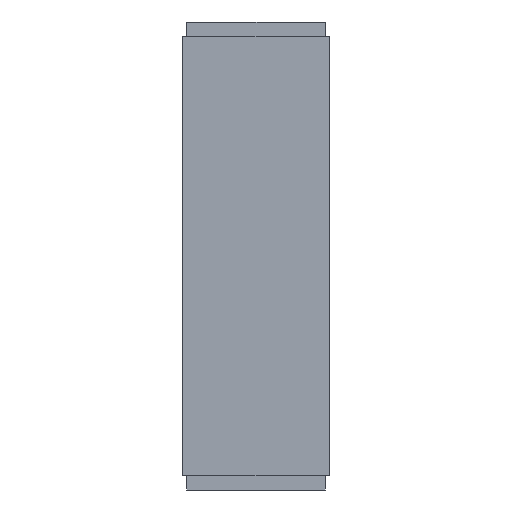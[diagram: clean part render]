
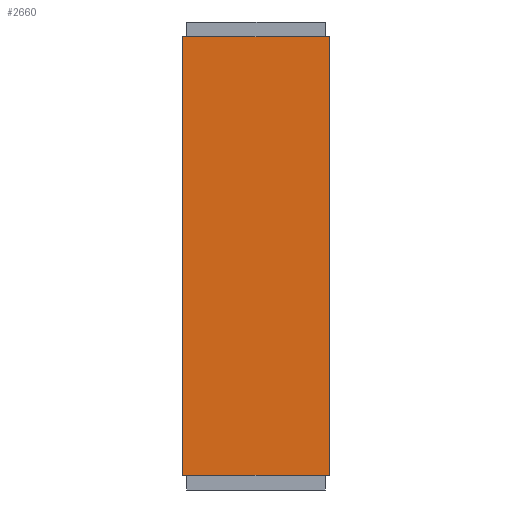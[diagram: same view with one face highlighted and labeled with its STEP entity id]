
A CAD part, left-side view. The second image highlights one B-rep face of the part: STEP entity #2660.
In plain terms, the highlighted planar face has unit normal (-1, 0, 0).
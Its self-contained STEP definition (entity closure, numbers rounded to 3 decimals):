
#164=FACE_OUTER_BOUND('',#308,.T.);
#308=EDGE_LOOP('',(#2185,#2186,#2187,#2188));
#632=LINE('',#4117,#968);
#637=LINE('',#4127,#973);
#638=LINE('',#4130,#974);
#639=LINE('',#4131,#975);
#968=VECTOR('',#3413,1.5);
#973=VECTOR('',#3422,0.5);
#974=VECTOR('',#3425,1.5);
#975=VECTOR('',#3426,0.5);
#1197=VERTEX_POINT('',#4110);
#1200=VERTEX_POINT('',#4115);
#1203=VERTEX_POINT('',#4125);
#1204=VERTEX_POINT('',#4129);
#1528=EDGE_CURVE('',#1200,#1197,#632,.T.);
#1533=EDGE_CURVE('',#1200,#1203,#637,.T.);
#1534=EDGE_CURVE('',#1204,#1203,#638,.T.);
#1535=EDGE_CURVE('',#1197,#1204,#639,.T.);
#2185=ORIENTED_EDGE('',*,*,#1533,.T.);
#2186=ORIENTED_EDGE('',*,*,#1534,.F.);
#2187=ORIENTED_EDGE('',*,*,#1535,.F.);
#2188=ORIENTED_EDGE('',*,*,#1528,.F.);
#2356=PLANE('',#2821);
#2660=ADVANCED_FACE('',(#164),#2356,.T.);
#2821=AXIS2_PLACEMENT_3D('',#4128,#3423,#3424);
#3413=DIRECTION('',(0.,0.,-1.));
#3422=DIRECTION('',(0.,1.,0.));
#3423=DIRECTION('center_axis',(-1.,0.,0.));
#3424=DIRECTION('ref_axis',(0.,0.,1.));
#3425=DIRECTION('',(0.,0.,1.));
#3426=DIRECTION('',(0.,1.,0.));
#4110=CARTESIAN_POINT('',(-0.014,-0.014,0.05));
#4115=CARTESIAN_POINT('',(-0.014,-0.014,1.55));
#4117=CARTESIAN_POINT('',(-0.014,-0.014,0.05));
#4125=CARTESIAN_POINT('',(-0.014,0.486,1.55));
#4127=CARTESIAN_POINT('',(-0.014,0.472,1.55));
#4128=CARTESIAN_POINT('Origin',(-0.014,0.472,0.05));
#4129=CARTESIAN_POINT('',(-0.014,0.486,0.05));
#4130=CARTESIAN_POINT('',(-0.014,0.486,0.05));
#4131=CARTESIAN_POINT('',(-0.014,0.472,0.05));
